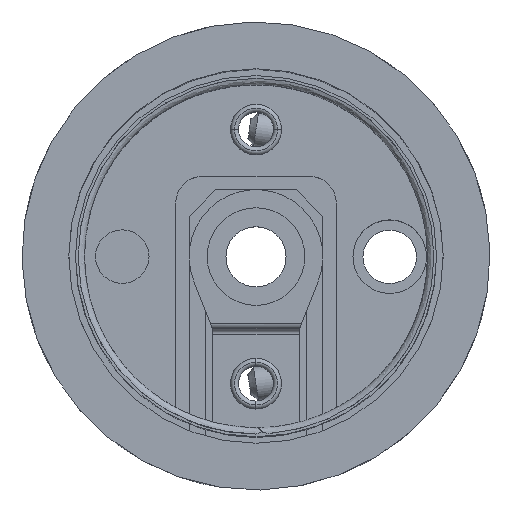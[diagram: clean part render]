
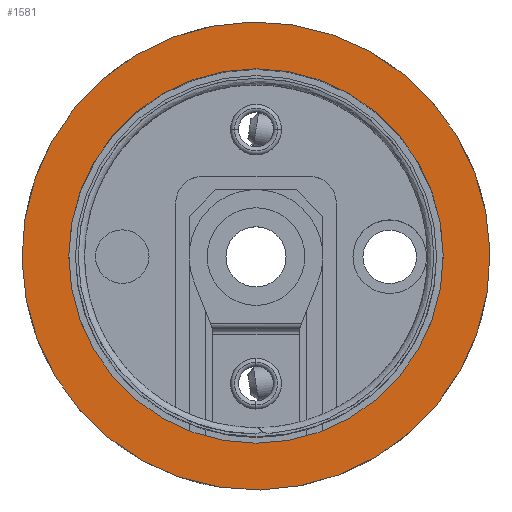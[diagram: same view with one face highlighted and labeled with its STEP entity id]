
A CAD part, top view. The second image highlights one B-rep face of the part: STEP entity #1581.
In plain terms, the highlighted face is planar.
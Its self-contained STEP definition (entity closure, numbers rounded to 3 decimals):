
#92 = AXIS2_PLACEMENT_3D ( 'NONE', #4573, #5984, #2940 ) ;
#451 = EDGE_CURVE ( 'NONE', #1381, #3717, #5796, .T. ) ;
#514 = FACE_BOUND ( 'NONE', #3932, .T. ) ;
#811 = AXIS2_PLACEMENT_3D ( 'NONE', #4801, #5239, #2443 ) ;
#857 = EDGE_LOOP ( 'NONE', ( #5821, #5061 ) ) ;
#866 = CARTESIAN_POINT ( 'NONE',  ( 0., 0., 0. ) ) ;
#1013 = CARTESIAN_POINT ( 'NONE',  ( 0., 0., 0. ) ) ;
#1068 = CARTESIAN_POINT ( 'NONE',  ( -17.497, 0.319, 0. ) ) ;
#1077 = DIRECTION ( 'NONE',  ( 0., 0., -1. ) ) ;
#1381 = VERTEX_POINT ( 'NONE', #1544 ) ;
#1394 = FACE_OUTER_BOUND ( 'NONE', #857, .T. ) ;
#1465 = EDGE_CURVE ( 'NONE', #2903, #4468, #5214, .T. ) ;
#1497 = DIRECTION ( 'NONE',  ( -1., 0., 0. ) ) ;
#1528 = CIRCLE ( 'NONE', #4993, 14. ) ;
#1544 = CARTESIAN_POINT ( 'NONE',  ( -14., 0., 0. ) ) ;
#1581 = ADVANCED_FACE ( 'Face13', ( #514, #1394 ), #3284, .F. ) ;
#1751 = CARTESIAN_POINT ( 'NONE',  ( 17.497, -0.319, 0. ) ) ;
#2061 = DIRECTION ( 'NONE',  ( 0., 0., 1. ) ) ;
#2287 = ORIENTED_EDGE ( 'NONE', *, *, #4023, .F. ) ;
#2443 = DIRECTION ( 'NONE',  ( 1., 0., 0. ) ) ;
#2549 = DIRECTION ( 'NONE',  ( 1., 0., 0. ) ) ;
#2896 = DIRECTION ( 'NONE',  ( -1., 0., 0. ) ) ;
#2903 = VERTEX_POINT ( 'NONE', #1751 ) ;
#2940 = DIRECTION ( 'NONE',  ( 1., 0., 0. ) ) ;
#3074 = CARTESIAN_POINT ( 'NONE',  ( 0., 0., 0. ) ) ;
#3284 = PLANE ( 'NONE',  #811 ) ;
#3717 = VERTEX_POINT ( 'NONE', #5597 ) ;
#3782 = CIRCLE ( 'NONE', #5568, 17.5 ) ;
#3932 = EDGE_LOOP ( 'NONE', ( #5208, #2287 ) ) ;
#4023 = EDGE_CURVE ( 'NONE', #3717, #1381, #1528, .T. ) ;
#4468 = VERTEX_POINT ( 'NONE', #1068 ) ;
#4573 = CARTESIAN_POINT ( 'NONE',  ( 0., 0., 0. ) ) ;
#4754 = EDGE_CURVE ( 'NONE', #4468, #2903, #3782, .T. ) ;
#4801 = CARTESIAN_POINT ( 'NONE',  ( 0., 0., 0. ) ) ;
#4824 = DIRECTION ( 'NONE',  ( 0., 0., -1. ) ) ;
#4993 = AXIS2_PLACEMENT_3D ( 'NONE', #866, #4824, #1497 ) ;
#5061 = ORIENTED_EDGE ( 'NONE', *, *, #4754, .F. ) ;
#5208 = ORIENTED_EDGE ( 'NONE', *, *, #451, .F. ) ;
#5214 = CIRCLE ( 'NONE', #92, 17.5 ) ;
#5239 = DIRECTION ( 'NONE',  ( 0., 0., 1. ) ) ;
#5568 = AXIS2_PLACEMENT_3D ( 'NONE', #3074, #2061, #2549 ) ;
#5597 = CARTESIAN_POINT ( 'NONE',  ( 14., 0., 0. ) ) ;
#5614 = AXIS2_PLACEMENT_3D ( 'NONE', #1013, #1077, #2896 ) ;
#5796 = CIRCLE ( 'NONE', #5614, 14. ) ;
#5821 = ORIENTED_EDGE ( 'NONE', *, *, #1465, .F. ) ;
#5984 = DIRECTION ( 'NONE',  ( 0., 0., 1. ) ) ;
